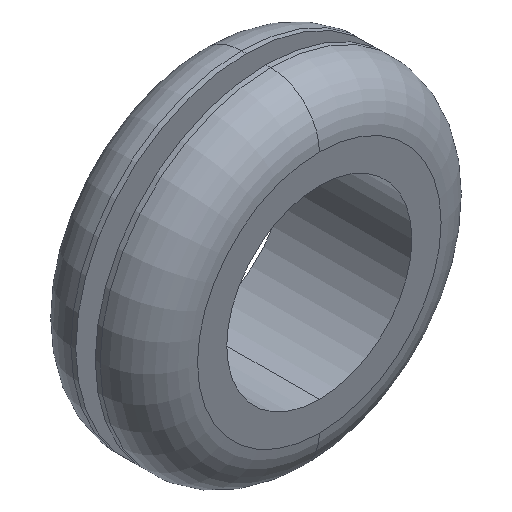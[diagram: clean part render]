
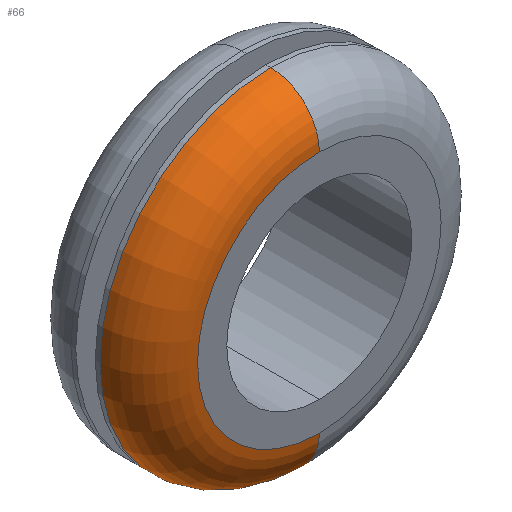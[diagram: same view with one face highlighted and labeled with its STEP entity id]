
A CAD part, isometric view. The second image highlights one B-rep face of the part: STEP entity #66.
In plain terms, the highlighted toroidal (fillet/blend) face has major radius 12.5 mm and minor radius 5 mm.
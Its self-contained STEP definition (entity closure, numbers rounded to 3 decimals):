
#1 = VERTEX_POINT ( 'NONE', #180 ) ;
#2 = VERTEX_POINT ( 'NONE', #179 ) ;
#4 = EDGE_CURVE ( 'NONE', #14, #1, #178, .T. ) ;
#8 = EDGE_CURVE ( 'NONE', #9, #2, #168, .T. ) ;
#9 = VERTEX_POINT ( 'NONE', #289 ) ;
#14 = VERTEX_POINT ( 'NONE', #283 ) ;
#63 = EDGE_CURVE ( 'NONE', #2, #1, #220, .T. ) ;
#66 = ADVANCED_FACE ( 'NONE', ( #216 ), #215, .T. ) ;
#67 = EDGE_LOOP ( 'NONE', ( #93, #94, #84, #82 ) ) ;
#82 = ORIENTED_EDGE ( 'NONE', *, *, #63, .F. ) ;
#84 = ORIENTED_EDGE ( 'NONE', *, *, #4, .T. ) ;
#93 = ORIENTED_EDGE ( 'NONE', *, *, #8, .F. ) ;
#94 = ORIENTED_EDGE ( 'NONE', *, *, #95, .T. ) ;
#95 = EDGE_CURVE ( 'NONE', #9, #14, #231, .T. ) ;
#102 = CARTESIAN_POINT ( 'NONE',  ( 0., -1.5, 0. ) ) ;
#165 = DIRECTION ( 'NONE',  ( 1., 0., 0. ) ) ;
#166 = CARTESIAN_POINT ( 'NONE',  ( 0., -1.5, -12.5 ) ) ;
#167 = AXIS2_PLACEMENT_3D ( 'NONE', #166, #165, #290 ) ;
#168 = CIRCLE ( 'NONE', #167, 5. ) ;
#174 = DIRECTION ( 'NONE',  ( 0., 0., 1. ) ) ;
#175 = DIRECTION ( 'NONE',  ( -1., 0., 0. ) ) ;
#176 = CARTESIAN_POINT ( 'NONE',  ( 0., -1.5, 12.5 ) ) ;
#177 = AXIS2_PLACEMENT_3D ( 'NONE', #176, #175, #174 ) ;
#178 = CIRCLE ( 'NONE', #177, 5. ) ;
#179 = CARTESIAN_POINT ( 'NONE',  ( 0., -1.5, -17.5 ) ) ;
#180 = CARTESIAN_POINT ( 'NONE',  ( 0., -1.5, 17.5 ) ) ;
#210 = DIRECTION ( 'NONE',  ( 0., 0., 1. ) ) ;
#211 = DIRECTION ( 'NONE',  ( 0., 1., 0. ) ) ;
#212 = CARTESIAN_POINT ( 'NONE',  ( 0., -1.5, 0. ) ) ;
#213 = AXIS2_PLACEMENT_3D ( 'NONE', #212, #211, #210 ) ;
#215 = TOROIDAL_SURFACE ( 'NONE', #213, 12.5, 5. ) ;
#216 = FACE_OUTER_BOUND ( 'NONE', #67, .T. ) ;
#217 = DIRECTION ( 'NONE',  ( 0., 0., 1. ) ) ;
#218 = DIRECTION ( 'NONE',  ( 0., 1., 0. ) ) ;
#219 = AXIS2_PLACEMENT_3D ( 'NONE', #102, #218, #217 ) ;
#220 = CIRCLE ( 'NONE', #219, 17.5 ) ;
#227 = DIRECTION ( 'NONE',  ( 0., 0., 1. ) ) ;
#228 = DIRECTION ( 'NONE',  ( 0., 1., 0. ) ) ;
#229 = CARTESIAN_POINT ( 'NONE',  ( 0., -6.5, 0. ) ) ;
#230 = AXIS2_PLACEMENT_3D ( 'NONE', #229, #228, #227 ) ;
#231 = CIRCLE ( 'NONE', #230, 12.5 ) ;
#283 = CARTESIAN_POINT ( 'NONE',  ( 0., -6.5, 12.5 ) ) ;
#289 = CARTESIAN_POINT ( 'NONE',  ( 0., -6.5, -12.5 ) ) ;
#290 = DIRECTION ( 'NONE',  ( 0., 0., -1. ) ) ;
